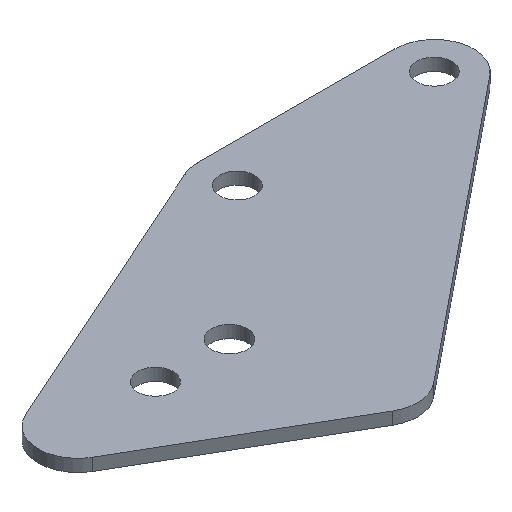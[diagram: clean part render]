
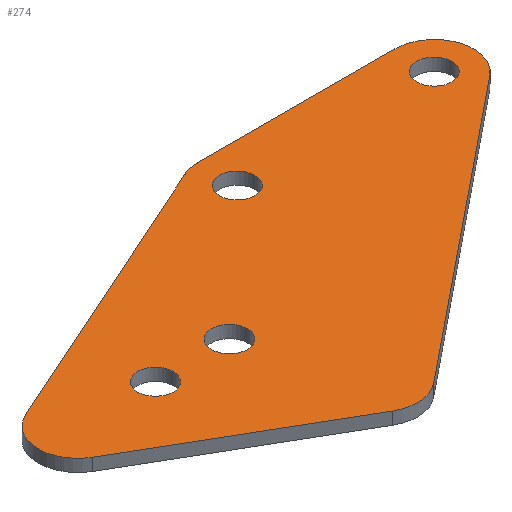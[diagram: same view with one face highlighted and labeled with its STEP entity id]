
A CAD part, isometric view. The second image highlights one B-rep face of the part: STEP entity #274.
In plain terms, the highlighted planar face has unit normal (0, 0, 1).
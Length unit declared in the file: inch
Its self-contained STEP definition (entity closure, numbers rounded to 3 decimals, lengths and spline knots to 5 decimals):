
#19=FACE_BOUND('',#61,.T.);
#20=FACE_BOUND('',#62,.T.);
#21=FACE_BOUND('',#63,.T.);
#22=FACE_BOUND('',#64,.T.);
#28=PLANE('',#318);
#42=FACE_OUTER_BOUND('',#60,.T.);
#60=EDGE_LOOP('',(#241,#242,#243,#244,#245,#246,#247,#248));
#61=EDGE_LOOP('',(#249));
#62=EDGE_LOOP('',(#250));
#63=EDGE_LOOP('',(#251));
#64=EDGE_LOOP('',(#252));
#71=LINE('',#435,#91);
#74=LINE('',#443,#94);
#81=LINE('',#465,#101);
#84=LINE('',#472,#104);
#91=VECTOR('',#351,0.3937);
#94=VECTOR('',#360,0.3937);
#101=VECTOR('',#385,0.3937);
#104=VECTOR('',#394,0.3937);
#105=CIRCLE('',#290,0.2);
#114=CIRCLE('',#302,0.2);
#115=CIRCLE('',#305,0.09);
#116=CIRCLE('',#307,0.091);
#117=CIRCLE('',#309,0.09);
#118=CIRCLE('',#311,0.09);
#119=CIRCLE('',#314,0.2);
#120=CIRCLE('',#317,0.2);
#121=VERTEX_POINT('',#403);
#122=VERTEX_POINT('',#404);
#135=VERTEX_POINT('',#434);
#136=VERTEX_POINT('',#438);
#137=VERTEX_POINT('',#442);
#138=VERTEX_POINT('',#446);
#139=VERTEX_POINT('',#450);
#140=VERTEX_POINT('',#454);
#141=VERTEX_POINT('',#458);
#142=VERTEX_POINT('',#462);
#143=VERTEX_POINT('',#464);
#144=VERTEX_POINT('',#468);
#145=EDGE_CURVE('',#121,#122,#105,.T.);
#160=EDGE_CURVE('',#135,#122,#71,.T.);
#162=EDGE_CURVE('',#135,#136,#114,.T.);
#164=EDGE_CURVE('',#137,#136,#74,.T.);
#166=EDGE_CURVE('',#138,#138,#115,.T.);
#168=EDGE_CURVE('',#139,#139,#116,.T.);
#170=EDGE_CURVE('',#140,#140,#117,.T.);
#172=EDGE_CURVE('',#141,#141,#118,.T.);
#175=EDGE_CURVE('',#143,#142,#81,.T.);
#177=EDGE_CURVE('',#144,#143,#119,.T.);
#179=EDGE_CURVE('',#121,#144,#84,.T.);
#180=EDGE_CURVE('',#142,#137,#120,.T.);
#241=ORIENTED_EDGE('',*,*,#145,.F.);
#242=ORIENTED_EDGE('',*,*,#179,.T.);
#243=ORIENTED_EDGE('',*,*,#177,.T.);
#244=ORIENTED_EDGE('',*,*,#175,.T.);
#245=ORIENTED_EDGE('',*,*,#180,.T.);
#246=ORIENTED_EDGE('',*,*,#164,.T.);
#247=ORIENTED_EDGE('',*,*,#162,.F.);
#248=ORIENTED_EDGE('',*,*,#160,.T.);
#249=ORIENTED_EDGE('',*,*,#172,.T.);
#250=ORIENTED_EDGE('',*,*,#170,.T.);
#251=ORIENTED_EDGE('',*,*,#168,.T.);
#252=ORIENTED_EDGE('',*,*,#166,.T.);
#274=ADVANCED_FACE('',(#42,#19,#20,#21,#22),#28,.T.);
#290=AXIS2_PLACEMENT_3D('',#405,#323,#324);
#302=AXIS2_PLACEMENT_3D('',#439,#355,#356);
#305=AXIS2_PLACEMENT_3D('',#447,#364,#365);
#307=AXIS2_PLACEMENT_3D('',#451,#369,#370);
#309=AXIS2_PLACEMENT_3D('',#455,#374,#375);
#311=AXIS2_PLACEMENT_3D('',#459,#379,#380);
#314=AXIS2_PLACEMENT_3D('',#469,#389,#390);
#317=AXIS2_PLACEMENT_3D('',#474,#397,#398);
#318=AXIS2_PLACEMENT_3D('',#475,#399,#400);
#323=DIRECTION('center_axis',(0.,0.,-1.));
#324=DIRECTION('ref_axis',(0.078,-0.997,0.));
#351=DIRECTION('',(0.865,-0.501,0.));
#355=DIRECTION('center_axis',(0.,0.,-1.));
#356=DIRECTION('ref_axis',(-0.408,0.913,0.));
#360=DIRECTION('',(-0.913,-0.408,0.));
#364=DIRECTION('center_axis',(0.,0.,-1.));
#365=DIRECTION('ref_axis',(1.,0.,0.));
#369=DIRECTION('center_axis',(0.,0.,
-1.));
#370=DIRECTION('ref_axis',(1.,0.,0.));
#374=DIRECTION('center_axis',(0.,0.,
-1.));
#375=DIRECTION('ref_axis',(1.,0.,0.));
#379=DIRECTION('center_axis',(0.,0.,-1.));
#380=DIRECTION('ref_axis',(1.,0.,0.));
#385=DIRECTION('',(-1.,0.,0.));
#389=DIRECTION('center_axis',(0.,0.,1.));
#390=DIRECTION('ref_axis',(1.,0.,0.));
#394=DIRECTION('',(0.777,0.629,0.));
#397=DIRECTION('center_axis',(0.,0.,1.));
#398=DIRECTION('ref_axis',(1.,0.,0.));
#399=DIRECTION('center_axis',(0.,0.,1.));
#400=DIRECTION('ref_axis',(1.,0.,0.));
#403=CARTESIAN_POINT('',(0.63154,-0.40716,0.0625));
#404=CARTESIAN_POINT('',(0.40549,-0.42481,0.0625));
#405=CARTESIAN_POINT('Origin',(0.50569,-0.25172,0.0625));
#434=CARTESIAN_POINT('',(-0.55999,0.13408,0.0625));
#435=CARTESIAN_POINT('',(-0.77359,0.25773,0.0625));
#438=CARTESIAN_POINT('',(-0.54135,0.48979,0.0625));
#439=CARTESIAN_POINT('Origin',(-0.45979,0.30717,0.0625));
#442=CARTESIAN_POINT('',(0.92105,1.14289,0.0625));
#443=CARTESIAN_POINT('',(-0.67339,0.43082,0.0625));
#446=CARTESIAN_POINT('',(0.91261,0.96027,0.0625));
#447=CARTESIAN_POINT('Origin',(1.00261,0.96027,0.0625));
#450=CARTESIAN_POINT('',(0.21668,0.3047,0.0625));
#451=CARTESIAN_POINT('Origin',(0.30768,0.3047,0.0625));
#454=CARTESIAN_POINT('',(-0.15732,0.30513,0.0625));
#455=CARTESIAN_POINT('Origin',(-0.06732,0.30513,0.0625));
#458=CARTESIAN_POINT('',(1.91261,0.96027,0.0625));
#459=CARTESIAN_POINT('Origin',(2.00261,0.96027,0.0625));
#462=CARTESIAN_POINT('',(1.00261,1.16027,0.0625));
#464=CARTESIAN_POINT('',(2.00261,1.16027,0.0625));
#465=CARTESIAN_POINT('',(2.00261,1.16027,0.0625));
#468=CARTESIAN_POINT('',(2.12846,0.80483,0.0625));
#469=CARTESIAN_POINT('Origin',(2.00261,0.96027,0.0625));
#472=CARTESIAN_POINT('',(0.52459,-0.49375,0.0625));
#474=CARTESIAN_POINT('Origin',(1.00261,0.96027,0.0625));
#475=CARTESIAN_POINT('Origin',(1.00261,0.96027,0.0625));
